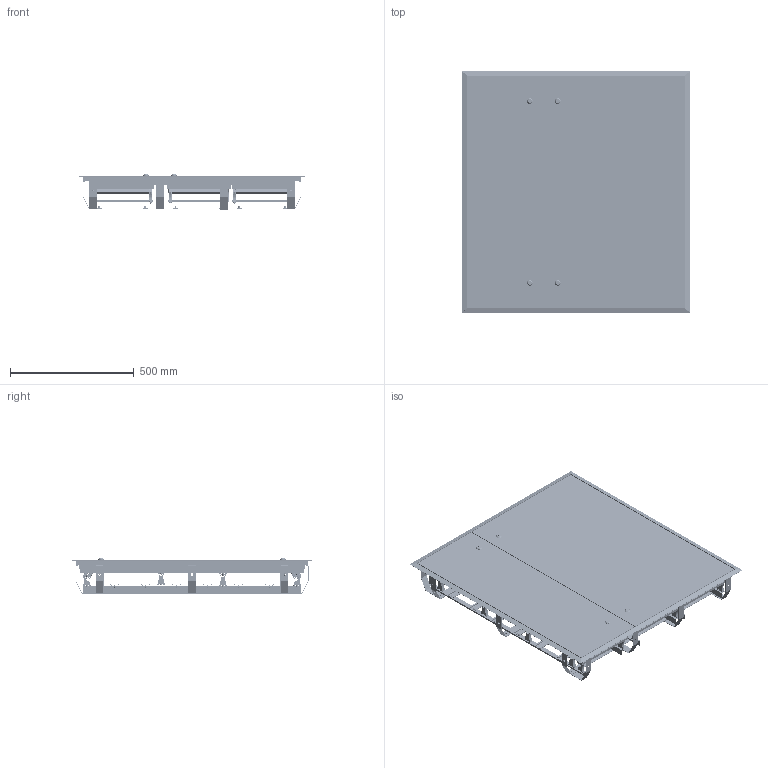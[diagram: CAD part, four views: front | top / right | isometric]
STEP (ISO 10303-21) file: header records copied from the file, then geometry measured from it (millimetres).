
FILE_DESCRIPTION (( 'STEP AP214' ), '1' );
FILE_NAME ('ÙÐâ-216.STEP', '2021-04-08T09:37:04', ( '' ), ( '' ), 'SwSTEP 2.0', 'SolidWorks 2017', '' );
FILE_SCHEMA (( 'AUTOMOTIVE_DESIGN' ));
Length unit declared in the file: millimetre
Products named in the file (22): Stoika Shin_‘â®©ª  ¤«ï è¨­; ÙÐâ-216; ��������_���-216; Klipsa; ����������_���-180, 216; Panel_剞ｭ-144; Support; Óñèëèòåëü ãîðèçîíòàëüíûé_623ìì_883 (­¨§); �������� ������������_���-216; Óñèëèòåëü âåðòèêàëüíûé ñðåäíèé_¢¥àâ¨ª « æ¥­âà «ì­ë©; Dver_Universal_剞ｭ-144; ����������_���-180,216 (���); 玉桦栩咫黖-01; Óñèëèòåëü âåðòèêàëüíûé_¢¥àâ¨ª «; Dver_Universal_剞ｭ-216; Stoika pan; Óñèëèòåëü ãîðèçîíòàëüíûé_623ìì_883; Âèíò_ðåçüáîâûäàâëèâàþùèé_Œ4å9; 栺鍣罻_櫇襛醂1,5 洵; ������� ���������_���-144; DIN-Reika_18 ｢箘ｬ箘｢
Assembly tree (122 placements, depth 4):
  ÙÐâ-216
    �������� ������������_���-216
      ��������_���-216
      ����������_���-180, 216
        Óñèëèòåëü ãîðèçîíòàëüíûé_623ìì_883
        Óñèëèòåëü âåðòèêàëüíûé_¢¥àâ¨ª «  x2
        Óñèëèòåëü âåðòèêàëüíûé ñðåäíèé_¢¥àâ¨ª « æ¥­âà «ì­ë©
      ����������_���-180,216 (���)
        Óñèëèòåëü ãîðèçîíòàëüíûé_623ìì_883 (­¨§)
        Óñèëèòåëü âåðòèêàëüíûé_¢¥àâ¨ª «  x2
        Óñèëèòåëü âåðòèêàëüíûé ñðåäíèé_¢¥àâ¨ª « æ¥­âà «ì­ë©
      Óñèëèòåëü ãîðèçîíòàëüíûé_623ìì_883
      玉桦栩咫黖-01
    ������� ���������_���-144  x6
    Stoika Shin_‘â®©ª  ¤«ï è¨­  x10
    Support  x12
    栺鍣罻_櫇襛醂1,5 洵  x4
    Dver_Universal_剞ｭ-216
    Dver_Universal_剞ｭ-144
    DIN-Reika_18 ｢箘ｬ箘｢  x18
    Âèíò_ðåçüáîâûäàâëèâàþùèé_Œ4å9  x36
    Panel_剞ｭ-144  x3
      Panel_剞ｭ-144
      Klipsa
      Stoika pan
Bounding box: 922.2 x 980.2 x 141.9 mm (x, y, z)
Volume: 3889752.3 mm3; surface area: 6347065.8 mm2
Topology: 158 solids, 158 shells, 9490 faces, 24260 edges, 15188 vertices
Faces by surface type: plane 5292, cylinder 2200, bspline 942, torus 524, sphere 312, cone 220
Entity records: 43743 total; most frequent: CARTESIAN_POINT 9167, DIRECTION 6940, ORIENTED_EDGE 6814, EDGE_CURVE 3407, VECTOR 2408, LINE 2408, AXIS2_PLACEMENT_3D 2266, VERTEX_POINT 2175
